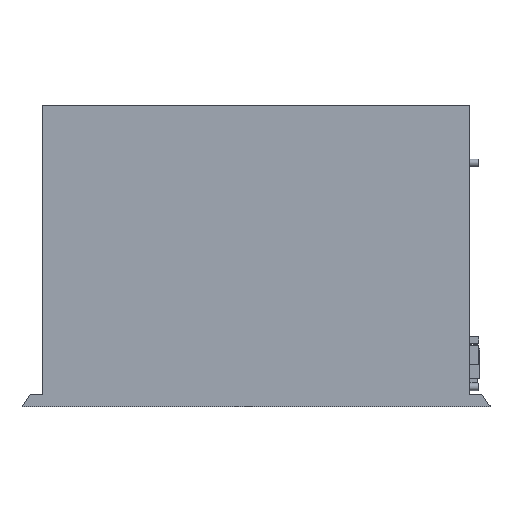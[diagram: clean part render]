
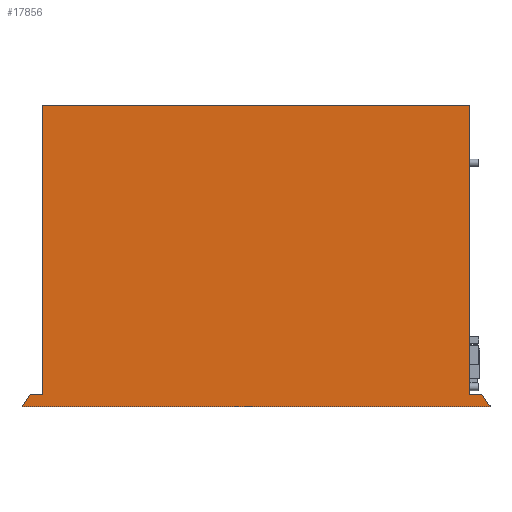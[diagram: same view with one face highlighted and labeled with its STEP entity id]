
A CAD part, top view. The second image highlights one B-rep face of the part: STEP entity #17856.
In plain terms, the highlighted planar face has unit normal (0, 0, 1).
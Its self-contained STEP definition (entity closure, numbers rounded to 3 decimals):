
#2287=DIRECTION('',(0.,-1.,0.));
#2288=VECTOR('',#2287,345.);
#2289=CARTESIAN_POINT('',(430.125,320.625,7.));
#2290=LINE('',#2289,#2288);
#2291=DIRECTION('',(1.,0.,0.));
#2292=VECTOR('',#2291,15.);
#2293=CARTESIAN_POINT('',(430.125,-24.375,7.));
#2294=LINE('',#2293,#2292);
#2295=DIRECTION('',(0.555,-0.832,0.));
#2296=VECTOR('',#2295,16.225);
#2297=CARTESIAN_POINT('',(445.125,-24.375,7.));
#2298=LINE('',#2297,#2296);
#2299=DIRECTION('',(1.,0.,0.));
#2300=VECTOR('',#2299,1.);
#2301=CARTESIAN_POINT('',(454.125,-37.875,7.));
#2302=LINE('',#2301,#2300);
#2303=DIRECTION('',(0.,-1.,0.));
#2304=VECTOR('',#2303,1.5);
#2305=CARTESIAN_POINT('',(455.125,-37.875,7.));
#2306=LINE('',#2305,#2304);
#2307=DIRECTION('',(1.,0.,0.));
#2308=VECTOR('',#2307,1.);
#2309=CARTESIAN_POINT('',(-104.875,-37.875,7.));
#2310=LINE('',#2309,#2308);
#2311=DIRECTION('',(0.555,0.832,0.));
#2312=VECTOR('',#2311,16.225);
#2313=CARTESIAN_POINT('',(-103.875,-37.875,7.));
#2314=LINE('',#2313,#2312);
#2315=DIRECTION('',(1.,0.,0.));
#2316=VECTOR('',#2315,15.);
#2317=CARTESIAN_POINT('',(-94.875,-24.375,7.));
#2318=LINE('',#2317,#2316);
#2319=DIRECTION('',(0.,1.,0.));
#2320=VECTOR('',#2319,345.);
#2321=CARTESIAN_POINT('',(-79.875,-24.375,7.));
#2322=LINE('',#2321,#2320);
#2323=DIRECTION('',(1.,0.,0.));
#2324=VECTOR('',#2323,510.);
#2325=CARTESIAN_POINT('',(-79.875,320.625,7.));
#2326=LINE('',#2325,#2324);
#2335=DIRECTION('',(1.,0.,0.));
#2336=VECTOR('',#2335,560.);
#2337=CARTESIAN_POINT('',(-104.875,-39.375,7.));
#2338=LINE('',#2337,#2336);
#2511=DIRECTION('',(0.,-1.,0.));
#2512=VECTOR('',#2511,1.5);
#2513=CARTESIAN_POINT('',(-104.875,-37.875,7.));
#2514=LINE('',#2513,#2512);
#12740=CARTESIAN_POINT('',(430.125,320.625,7.));
#12741=CARTESIAN_POINT('',(430.125,-24.375,7.));
#12742=VERTEX_POINT('',#12740);
#12743=VERTEX_POINT('',#12741);
#12744=CARTESIAN_POINT('',(445.125,-24.375,7.));
#12745=VERTEX_POINT('',#12744);
#12746=CARTESIAN_POINT('',(454.125,-37.875,7.));
#12747=VERTEX_POINT('',#12746);
#12748=CARTESIAN_POINT('',(455.125,-37.875,7.));
#12749=VERTEX_POINT('',#12748);
#12750=CARTESIAN_POINT('',(455.125,-39.375,7.));
#12751=VERTEX_POINT('',#12750);
#12752=CARTESIAN_POINT('',(-104.875,-39.375,7.));
#12753=VERTEX_POINT('',#12752);
#12754=CARTESIAN_POINT('',(-104.875,-37.875,7.));
#12755=VERTEX_POINT('',#12754);
#12756=CARTESIAN_POINT('',(-103.875,-37.875,7.));
#12757=VERTEX_POINT('',#12756);
#12758=CARTESIAN_POINT('',(-94.875,-24.375,7.));
#12759=VERTEX_POINT('',#12758);
#12760=CARTESIAN_POINT('',(-79.875,-24.375,7.));
#12761=VERTEX_POINT('',#12760);
#12762=CARTESIAN_POINT('',(-79.875,320.625,7.));
#12763=VERTEX_POINT('',#12762);
#17832=CARTESIAN_POINT('',(0.,0.,7.));
#17833=DIRECTION('',(0.,0.,1.));
#17834=DIRECTION('',(1.,0.,0.));
#17835=AXIS2_PLACEMENT_3D('',#17832,#17833,#17834);
#17836=PLANE('',#17835);
#17837=ORIENTED_EDGE('',*,*,#16181,.T.);
#17838=ORIENTED_EDGE('',*,*,#17562,.T.);
#17839=ORIENTED_EDGE('',*,*,#17546,.T.);
#17840=ORIENTED_EDGE('',*,*,#17501,.T.);
#17842=ORIENTED_EDGE('',*,*,#17841,.T.);
#17844=ORIENTED_EDGE('',*,*,#17843,.F.);
#17846=ORIENTED_EDGE('',*,*,#17845,.F.);
#17847=ORIENTED_EDGE('',*,*,#17352,.T.);
#17849=ORIENTED_EDGE('',*,*,#17848,.T.);
#17850=ORIENTED_EDGE('',*,*,#17199,.T.);
#17851=ORIENTED_EDGE('',*,*,#16968,.T.);
#17853=ORIENTED_EDGE('',*,*,#17852,.T.);
#17854=EDGE_LOOP('',(#17837,#17838,#17839,#17840,#17842,#17844,#17846,#17847,
#17849,#17850,#17851,#17853));
#17855=FACE_OUTER_BOUND('',#17854,.F.);
#17856=ADVANCED_FACE('',(#17855),#17836,.T.);
#16181=EDGE_CURVE('',#12742,#12743,#2290,.T.);
#16968=EDGE_CURVE('',#12761,#12763,#2322,.T.);
#17199=EDGE_CURVE('',#12759,#12761,#2318,.T.);
#17352=EDGE_CURVE('',#12755,#12757,#2310,.T.);
#17501=EDGE_CURVE('',#12747,#12749,#2302,.T.);
#17546=EDGE_CURVE('',#12745,#12747,#2298,.T.);
#17562=EDGE_CURVE('',#12743,#12745,#2294,.T.);
#17841=EDGE_CURVE('',#12749,#12751,#2306,.T.);
#17843=EDGE_CURVE('',#12753,#12751,#2338,.T.);
#17845=EDGE_CURVE('',#12755,#12753,#2514,.T.);
#17848=EDGE_CURVE('',#12757,#12759,#2314,.T.);
#17852=EDGE_CURVE('',#12763,#12742,#2326,.T.);
